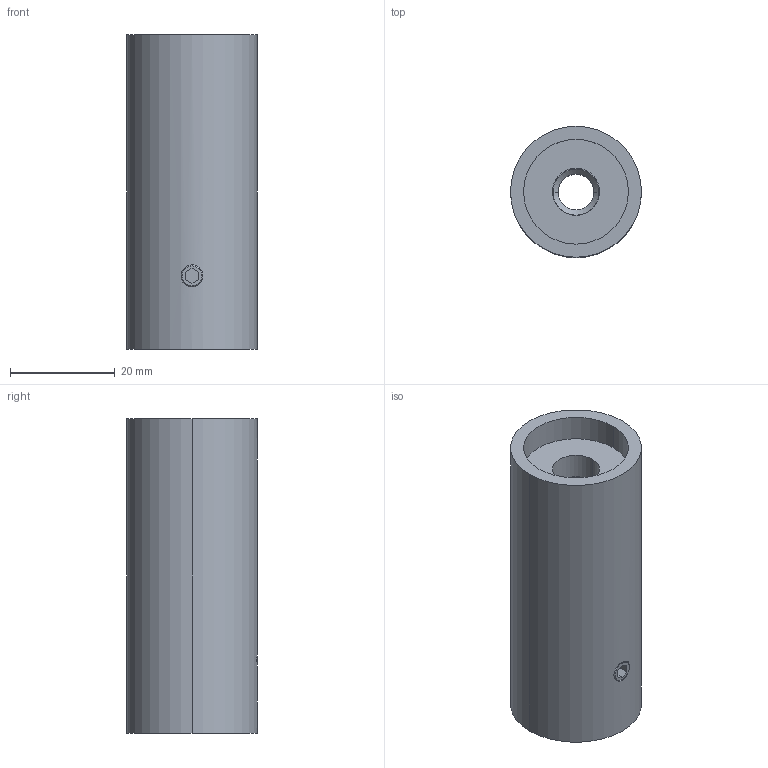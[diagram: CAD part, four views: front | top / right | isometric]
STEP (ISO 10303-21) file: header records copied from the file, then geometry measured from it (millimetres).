
FILE_DESCRIPTION (( 'STEP AP203' ), '1' );
FILE_NAME ('50180-240.STEP', '2018-06-05T13:56:55', ( '' ), ( '' ), 'SwSTEP 2.0', 'SolidWorks 2015', '' );
FILE_SCHEMA (( 'CONFIG_CONTROL_DESIGN' ));
Length unit declared in the file: millimetre
Products named in the file (4): 5x180-240-xx Konfig Teil2_5x180-240-xx Teil2; 5x180-240-xx Konfig Teil1_50180-240 Teil1; 50180-240; DIN914_DIN 914 M5x5
Assembly tree (3 placements, depth 2):
  50180-240
    5x180-240-xx Konfig Teil1_50180-240 Teil1
    5x180-240-xx Konfig Teil2_5x180-240-xx Teil2
    DIN914_DIN 914 M5x5
Bounding box: 25 x 25 x 60 mm (x, y, z)
Volume: 20961.2 mm3; surface area: 10725.2 mm2
Topology: 3 solids, 3 shells, 278 faces, 715 edges, 464 vertices
Faces by surface type: plane 108, bspline 106, cylinder 50, cone 14
Entity records: 13522 total; most frequent: CARTESIAN_POINT 7024, ORIENTED_EDGE 1430, DIRECTION 963, EDGE_CURVE 715, VERTEX_POINT 464, VECTOR 347, LINE 347, AXIS2_PLACEMENT_3D 308
